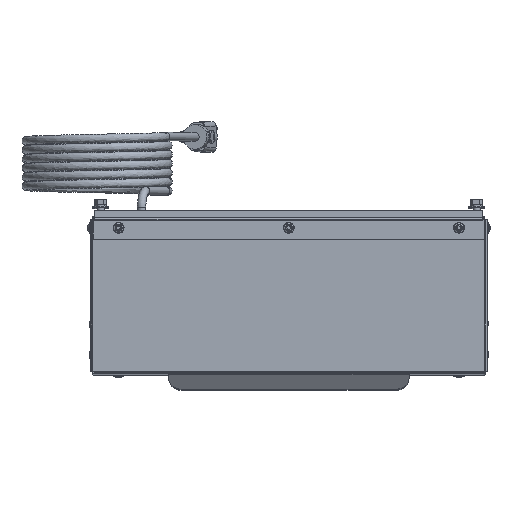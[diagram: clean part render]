
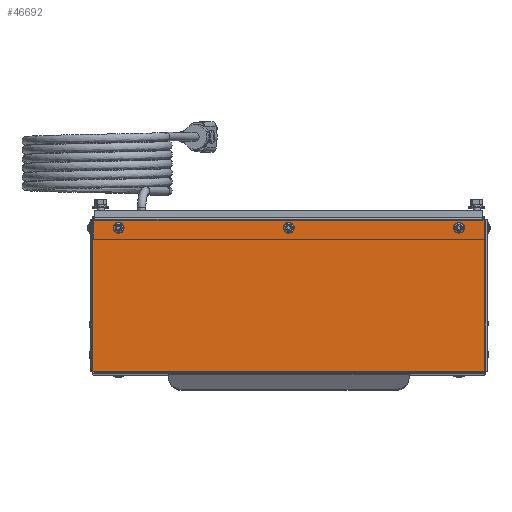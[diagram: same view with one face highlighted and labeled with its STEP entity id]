
A CAD part, top view. The second image highlights one B-rep face of the part: STEP entity #46692.
In plain terms, the highlighted planar face has unit normal (0, 0, 1).
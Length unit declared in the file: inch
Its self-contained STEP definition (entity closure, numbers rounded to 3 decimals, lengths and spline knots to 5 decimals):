
#1469 = VERTEX_POINT ( 'NONE', #96362 ) ;
#5887 = ORIENTED_EDGE ( 'NONE', *, *, #93091, .T. ) ;
#10848 = CARTESIAN_POINT ( 'NONE',  ( -6.84449, -5.45277, 29.00001 ) ) ;
#15191 = ORIENTED_EDGE ( 'NONE', *, *, #144412, .T. ) ;
#18817 = VECTOR ( 'NONE', #146616, 39.37008 ) ;
#23626 = LINE ( 'NONE', #139844, #136726 ) ;
#23632 = EDGE_CURVE ( 'NONE', #53882, #130519, #188281, .T. ) ;
#26466 = CARTESIAN_POINT ( 'NONE',  ( -6., -0.2405, 29.00001 ) ) ;
#29522 = CARTESIAN_POINT ( 'NONE',  ( 6.90749, -5.40699, 29.00001 ) ) ;
#31056 = VERTEX_POINT ( 'NONE', #164054 ) ;
#32159 = DIRECTION ( 'NONE',  ( 0., 0., 1. ) ) ;
#35367 = EDGE_LOOP ( 'NONE', ( #104884 ) ) ;
#41161 = DIRECTION ( 'NONE',  ( 1., 0., 0. ) ) ;
#41773 = DIRECTION ( 'NONE',  ( 0., 0., 1. ) ) ;
#42783 = CARTESIAN_POINT ( 'NONE',  ( -6.90749, -5.40699, 29.00001 ) ) ;
#43702 = EDGE_CURVE ( 'NONE', #159812, #53882, #185406, .T. ) ;
#46692 = ADVANCED_FACE ( 'NONE', ( #155527, #127891, #190165, #116396 ), #99857, .T. ) ;
#50983 = CARTESIAN_POINT ( 'NONE',  ( -6.90749, -5.40699, 29.00001 ) ) ;
#52705 = DIRECTION ( 'NONE',  ( 0., 1., 0. ) ) ;
#53704 = DIRECTION ( 'NONE',  ( 0., 1., 0. ) ) ;
#53882 = VERTEX_POINT ( 'NONE', #96689 ) ;
#57407 = CARTESIAN_POINT ( 'NONE',  ( 6.84449, -0.05, 29.00001 ) ) ;
#62227 = CARTESIAN_POINT ( 'NONE',  ( 6.90749, -5.40699, 29.00001 ) ) ;
#63109 = VERTEX_POINT ( 'NONE', #26466 ) ;
#65825 = ORIENTED_EDGE ( 'NONE', *, *, #71519, .F. ) ;
#66355 = CIRCLE ( 'NONE', #103720, 0.1095 ) ;
#66688 = EDGE_CURVE ( 'NONE', #130519, #179805, #78873, .T. ) ;
#68787 = DIRECTION ( 'NONE',  ( 1., 0., 0. ) ) ;
#71519 = EDGE_CURVE ( 'NONE', #1469, #1469, #133850, .T. ) ;
#75624 = CARTESIAN_POINT ( 'NONE',  ( 0., -0.2405, 29.00001 ) ) ;
#78873 = LINE ( 'NONE', #42783, #18817 ) ;
#78981 = CARTESIAN_POINT ( 'NONE',  ( -6.90749, -0.05, 29.00001 ) ) ;
#80528 = EDGE_LOOP ( 'NONE', ( #130318, #171023, #127915, #5887, #190421, #15191 ) ) ;
#89075 = EDGE_LOOP ( 'NONE', ( #182778 ) ) ;
#92828 = AXIS2_PLACEMENT_3D ( 'NONE', #156237, #141453, #53704 ) ;
#93091 = EDGE_CURVE ( 'NONE', #179805, #31056, #130298, .T. ) ;
#95990 = EDGE_CURVE ( 'NONE', #105988, #31056, #143827, .T. ) ;
#96362 = CARTESIAN_POINT ( 'NONE',  ( 6., -0.2405, 29.00001 ) ) ;
#96689 = CARTESIAN_POINT ( 'NONE',  ( -6.90749, -0.05, 29.00001 ) ) ;
#99857 = PLANE ( 'NONE',  #163806 ) ;
#101133 = DIRECTION ( 'NONE',  ( 0., 1., 0. ) ) ;
#103659 = EDGE_CURVE ( 'NONE', #142198, #142198, #66355, .T. ) ;
#103720 = AXIS2_PLACEMENT_3D ( 'NONE', #161005, #159707, #101133 ) ;
#104884 = ORIENTED_EDGE ( 'NONE', *, *, #103659, .F. ) ;
#105988 = VERTEX_POINT ( 'NONE', #62227 ) ;
#109176 = VECTOR ( 'NONE', #160557, 39.37008 ) ;
#112287 = VECTOR ( 'NONE', #117647, 39.37008 ) ;
#116391 = VECTOR ( 'NONE', #68787, 39.37008 ) ;
#116396 = FACE_BOUND ( 'NONE', #35367, .T. ) ;
#117647 = DIRECTION ( 'NONE',  ( 0., -1., 0. ) ) ;
#121757 = CARTESIAN_POINT ( 'NONE',  ( -6., -0.35, 29.00001 ) ) ;
#127891 = FACE_BOUND ( 'NONE', #135168, .T. ) ;
#127915 = ORIENTED_EDGE ( 'NONE', *, *, #66688, .T. ) ;
#130298 = LINE ( 'NONE', #186144, #116391 ) ;
#130318 = ORIENTED_EDGE ( 'NONE', *, *, #43702, .T. ) ;
#130519 = VERTEX_POINT ( 'NONE', #50983 ) ;
#133850 = CIRCLE ( 'NONE', #92828, 0.1095 ) ;
#135168 = EDGE_LOOP ( 'NONE', ( #65825 ) ) ;
#136726 = VECTOR ( 'NONE', #52705, 39.37008 ) ;
#139844 = CARTESIAN_POINT ( 'NONE',  ( 6.90749, -5.40699, 29.00001 ) ) ;
#141453 = DIRECTION ( 'NONE',  ( 0., 0., 1. ) ) ;
#142198 = VERTEX_POINT ( 'NONE', #75624 ) ;
#143827 = LINE ( 'NONE', #29522, #152974 ) ;
#144412 = EDGE_CURVE ( 'NONE', #105988, #159812, #23626, .T. ) ;
#146034 = EDGE_CURVE ( 'NONE', #63109, #63109, #149794, .T. ) ;
#146616 = DIRECTION ( 'NONE',  ( 1., 0., 0. ) ) ;
#149794 = CIRCLE ( 'NONE', #150769, 0.1095 ) ;
#149953 = DIRECTION ( 'NONE',  ( -1., 0., 0. ) ) ;
#150769 = AXIS2_PLACEMENT_3D ( 'NONE', #121757, #32159, #180404 ) ;
#152974 = VECTOR ( 'NONE', #149953, 39.37008 ) ;
#155316 = CARTESIAN_POINT ( 'NONE',  ( -6.84449, -5.40699, 29.00001 ) ) ;
#155527 = FACE_OUTER_BOUND ( 'NONE', #80528, .T. ) ;
#156237 = CARTESIAN_POINT ( 'NONE',  ( 6., -0.35, 29.00001 ) ) ;
#156598 = CARTESIAN_POINT ( 'NONE',  ( 6.90749, -0.05, 29.00001 ) ) ;
#159707 = DIRECTION ( 'NONE',  ( 0., 0., 1. ) ) ;
#159812 = VERTEX_POINT ( 'NONE', #156598 ) ;
#160557 = DIRECTION ( 'NONE',  ( -1., 0., 0. ) ) ;
#161005 = CARTESIAN_POINT ( 'NONE',  ( 0., -0.35, 29.00001 ) ) ;
#163806 = AXIS2_PLACEMENT_3D ( 'NONE', #10848, #41773, #41161 ) ;
#164054 = CARTESIAN_POINT ( 'NONE',  ( 6.84449, -5.40699, 29.00001 ) ) ;
#171023 = ORIENTED_EDGE ( 'NONE', *, *, #23632, .T. ) ;
#179805 = VERTEX_POINT ( 'NONE', #155316 ) ;
#180404 = DIRECTION ( 'NONE',  ( 0., 1., 0. ) ) ;
#182778 = ORIENTED_EDGE ( 'NONE', *, *, #146034, .F. ) ;
#185406 = LINE ( 'NONE', #57407, #109176 ) ;
#186144 = CARTESIAN_POINT ( 'NONE',  ( -6.84449, -5.40699, 29.00001 ) ) ;
#188281 = LINE ( 'NONE', #78981, #112287 ) ;
#190165 = FACE_BOUND ( 'NONE', #89075, .T. ) ;
#190421 = ORIENTED_EDGE ( 'NONE', *, *, #95990, .F. ) ;
